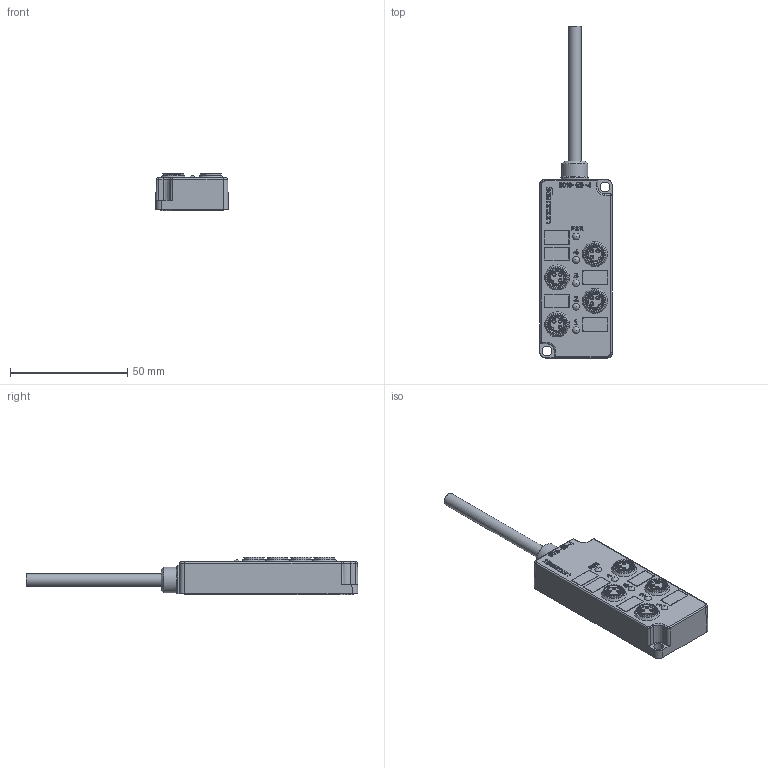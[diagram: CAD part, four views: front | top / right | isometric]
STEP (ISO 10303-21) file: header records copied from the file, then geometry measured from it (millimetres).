
FILE_DESCRIPTION(/* description */ (''),/* implementation_level */ '2;1');
FILE_NAME(/* name */ 'S010-M8-4 3D.stp',/* time_stamp */ '2024-08-15T16:15:40+08:00',/* author */ (''),/* organization */ (''),/* preprocessor_version */ 'ST-DEVELOPER v14',/* originating_system */ 'SIEMENS PLM Software NX 8.0',/* authorisation */ '');
FILE_SCHEMA (('AUTOMOTIVE_DESIGN { 1 0 10303 214 3 1 1 1 }'));
Length unit declared in the file: millimetre
Products named in the file (1): S010-M8-4 3D_stp
Bounding box: 31 x 141.7 x 16 mm (x, y, z)
Volume: 100.3 mm3; surface area: 12791.5 mm2
Topology: 24 solids, 29 shells, 1059 faces, 2946 edges, 1948 vertices
Faces by surface type: plane 542, extrusion 228, cylinder 151, cone 82, torus 24, bspline 19, sphere 13
Full cylindrical faces by diameter (mm): 1.1 x12, 1.2 x12, 1.4 x24, 1.5 x24, 4.1 x2, 5.4 x1, 6 x4, 6.9 x7, 7 x4, 7.5 x4, 11 x1
Entity records: 44723 total; most frequent: CARTESIAN_POINT 16527, ORIENTED_EDGE 5382, DIRECTION 4376, EDGE_CURVE 2691, VERTEX_POINT 1851, VECTOR 1772, LINE 1544, EDGE_LOOP 1344
